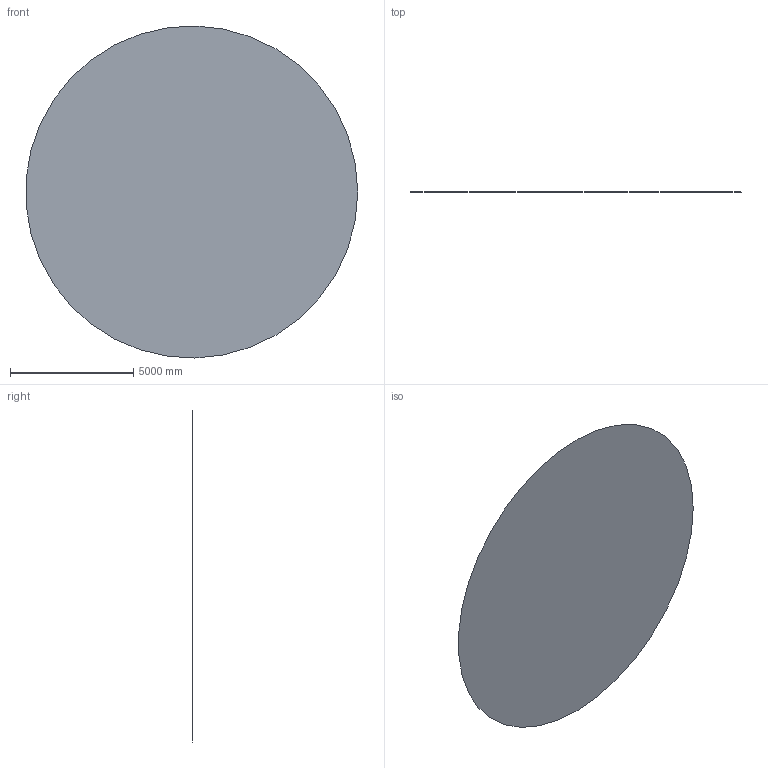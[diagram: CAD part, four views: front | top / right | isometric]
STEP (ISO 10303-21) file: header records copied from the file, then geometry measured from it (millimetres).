
FILE_DESCRIPTION(('Open CASCADE Model'),'2;1');
FILE_NAME('Open CASCADE Shape Model','2024-10-01T10:59:30',('Author'),( 'Open CASCADE'),'Open CASCADE STEP processor 7.5','Open CASCADE 7.5' ,'Unknown');
FILE_SCHEMA(('AUTOMOTIVE_DESIGN { 1 0 10303 214 1 1 1 1 }'));
Length unit declared in the file: metre
Products named in the file (1): Open CASCADE STEP translator 7.5 1
Bounding box: 13458.41 x 0 x 13479.53 mm (x, y, z)
Surface area: 142757366.2 mm2 (no closed solid volume)
Topology: 0 solids, 1 shells, 1 faces, 3 edges, 3 vertices
Faces by surface type: plane 1
Entity records: 83 total; most frequent: CARTESIAN_POINT 29, DIRECTION 10, AXIS2_PLACEMENT_3D 5, ORIENTED_EDGE 3, EDGE_CURVE 3, VERTEX_POINT 3, SURFACE_CURVE 3, CIRCLE 3
